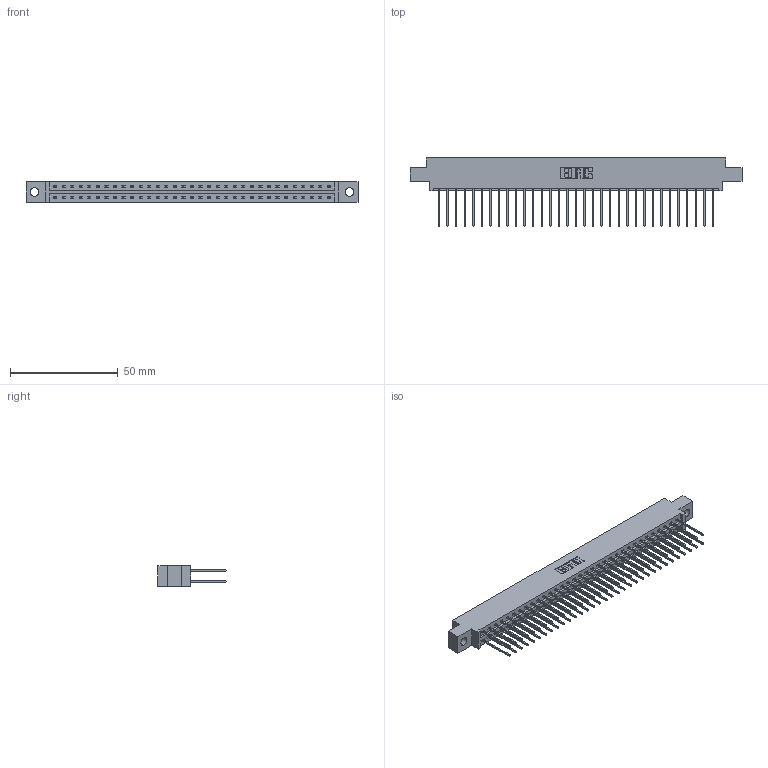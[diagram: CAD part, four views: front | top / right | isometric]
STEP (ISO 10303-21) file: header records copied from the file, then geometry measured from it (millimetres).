
FILE_DESCRIPTION (( 'STEP AP203' ), '1' );
FILE_NAME ('387-066-542-804.STEP', '2018-09-21T10:15:13', ( '' ), ( '' ), 'SwSTEP 2.0', 'SolidWorks 2016', '' );
FILE_SCHEMA (( 'CONFIG_CONTROL_DESIGN' ));
Length unit declared in the file: inch
Products named in the file (3): 337 Part_0.170 Offset - 0.156 Dia-TH; 345-292-001_345-293-142; 387-066-542-804
Assembly tree (67 placements, depth 2):
  387-066-542-804
    337 Part_0.170 Offset - 0.156 Dia-TH
    345-292-001_345-293-142  x66
Bounding box: 153.77 x 31.63 x 9.4 mm (x, y, z)
Volume: 16188.2 mm3; surface area: 19652.4 mm2
Topology: 67 solids, 67 shells, 3682 faces, 10949 edges, 7210 vertices
Faces by surface type: plane 2582, cylinder 1100
Entity records: 26903 total; most frequent: CARTESIAN_POINT 4542, ORIENTED_EDGE 4478, DIRECTION 3879, EDGE_CURVE 2239, VECTOR 2111, LINE 2111, VERTEX_POINT 1490, AXIS2_PLACEMENT_3D 884
